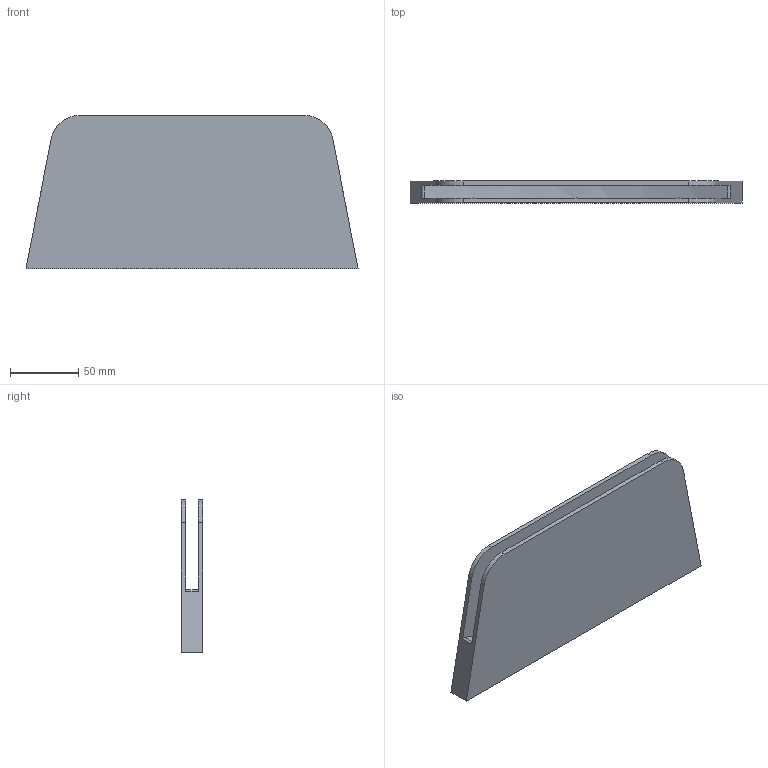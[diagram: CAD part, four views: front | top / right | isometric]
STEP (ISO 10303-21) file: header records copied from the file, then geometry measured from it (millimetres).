
FILE_DESCRIPTION(('FreeCAD Model'),'2;1');
FILE_NAME('Open CASCADE Shape Model','2023-05-20T22:05:41',(''),(''), 'Open CASCADE STEP processor 7.6','FreeCAD','Unknown');
FILE_SCHEMA(('AUTOMOTIVE_DESIGN { 1 0 10303 214 1 1 1 1 }'));
Length unit declared in the file: millimetre
Products named in the file (1): bumper
Bounding box: 243 x 16 x 112 mm (x, y, z)
Volume: 225613 mm3; surface area: 94628.4 mm2
Topology: 1 solids, 1 shells, 22 faces, 64 edges, 44 vertices
Faces by surface type: plane 12, cylinder 10
Entity records: 1690 total; most frequent: CARTESIAN_POINT 382, DIRECTION 242, LINE 143, VECTOR 143, ORIENTED_EDGE 128, PCURVE 128, DEFINITIONAL_REPRESENTATION 128, EDGE_CURVE 64
